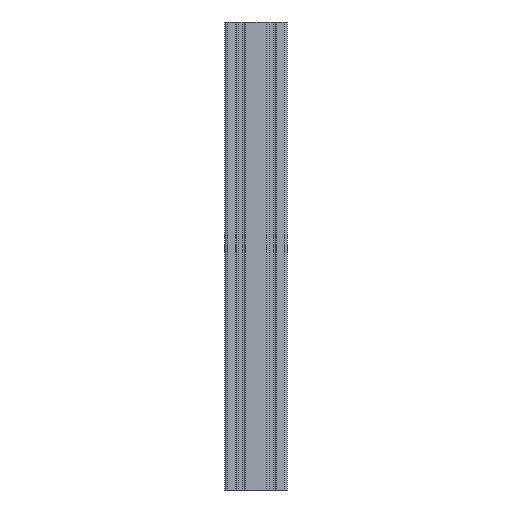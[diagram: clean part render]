
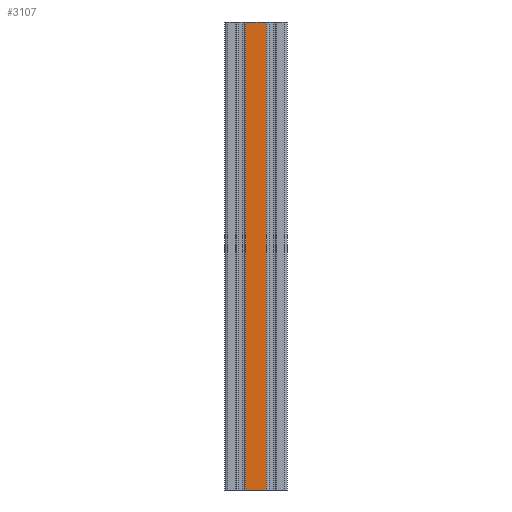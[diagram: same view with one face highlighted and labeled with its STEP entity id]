
A CAD part, front view. The second image highlights one B-rep face of the part: STEP entity #3107.
In plain terms, the highlighted planar face has unit normal (0, -1, 0).
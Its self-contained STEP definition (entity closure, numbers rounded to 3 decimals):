
#55 = VECTOR ( 'NONE', #3808, 1000. ) ;
#130 = DIRECTION ( 'NONE',  ( 1., 0., 0. ) ) ;
#145 = DIRECTION ( 'NONE',  ( 0., -1., 0. ) ) ;
#309 = VERTEX_POINT ( 'NONE', #2534 ) ;
#396 = VECTOR ( 'NONE', #1060, 1000. ) ;
#404 = CARTESIAN_POINT ( 'NONE',  ( 26.7, 0., -280. ) ) ;
#550 = VERTEX_POINT ( 'NONE', #1786 ) ;
#771 = ORIENTED_EDGE ( 'NONE', *, *, #2870, .F. ) ;
#827 = PLANE ( 'NONE',  #3292 ) ;
#1060 = DIRECTION ( 'NONE',  ( 0., 0., 1. ) ) ;
#1170 = CARTESIAN_POINT ( 'NONE',  ( 26.7, 0., 20. ) ) ;
#1177 = LINE ( 'NONE', #404, #396 ) ;
#1216 = VERTEX_POINT ( 'NONE', #1170 ) ;
#1236 = VERTEX_POINT ( 'NONE', #4156 ) ;
#1521 = CARTESIAN_POINT ( 'NONE',  ( 13.3, 0., -280. ) ) ;
#1691 = EDGE_CURVE ( 'NONE', #550, #1236, #2926, .T. ) ;
#1786 = CARTESIAN_POINT ( 'NONE',  ( 13.3, 0., -280. ) ) ;
#1791 = CARTESIAN_POINT ( 'NONE',  ( 13.3, 0., -280. ) ) ;
#1954 = CARTESIAN_POINT ( 'NONE',  ( 13.3, 0., 20. ) ) ;
#2017 = VECTOR ( 'NONE', #4244, 1000. ) ;
#2066 = LINE ( 'NONE', #3650, #2805 ) ;
#2109 = EDGE_LOOP ( 'NONE', ( #4154, #771, #3332, #3228 ) ) ;
#2278 = LINE ( 'NONE', #1954, #2017 ) ;
#2462 = FACE_OUTER_BOUND ( 'NONE', #2109, .T. ) ;
#2534 = CARTESIAN_POINT ( 'NONE',  ( 13.3, 0., 20. ) ) ;
#2727 = EDGE_CURVE ( 'NONE', #309, #1216, #2278, .T. ) ;
#2805 = VECTOR ( 'NONE', #2999, 1000. ) ;
#2870 = EDGE_CURVE ( 'NONE', #550, #309, #2066, .T. ) ;
#2926 = LINE ( 'NONE', #1791, #55 ) ;
#2999 = DIRECTION ( 'NONE',  ( 0., 0., 1. ) ) ;
#3107 = ADVANCED_FACE ( 'NONE', ( #2462 ), #827, .T. ) ;
#3228 = ORIENTED_EDGE ( 'NONE', *, *, #3452, .T. ) ;
#3292 = AXIS2_PLACEMENT_3D ( 'NONE', #1521, #145, #130 ) ;
#3332 = ORIENTED_EDGE ( 'NONE', *, *, #1691, .T. ) ;
#3452 = EDGE_CURVE ( 'NONE', #1236, #1216, #1177, .T. ) ;
#3650 = CARTESIAN_POINT ( 'NONE',  ( 13.3, 0., -280. ) ) ;
#3808 = DIRECTION ( 'NONE',  ( 1., 0., 0. ) ) ;
#4154 = ORIENTED_EDGE ( 'NONE', *, *, #2727, .F. ) ;
#4156 = CARTESIAN_POINT ( 'NONE',  ( 26.7, 0., -280. ) ) ;
#4244 = DIRECTION ( 'NONE',  ( 1., 0., 0. ) ) ;
